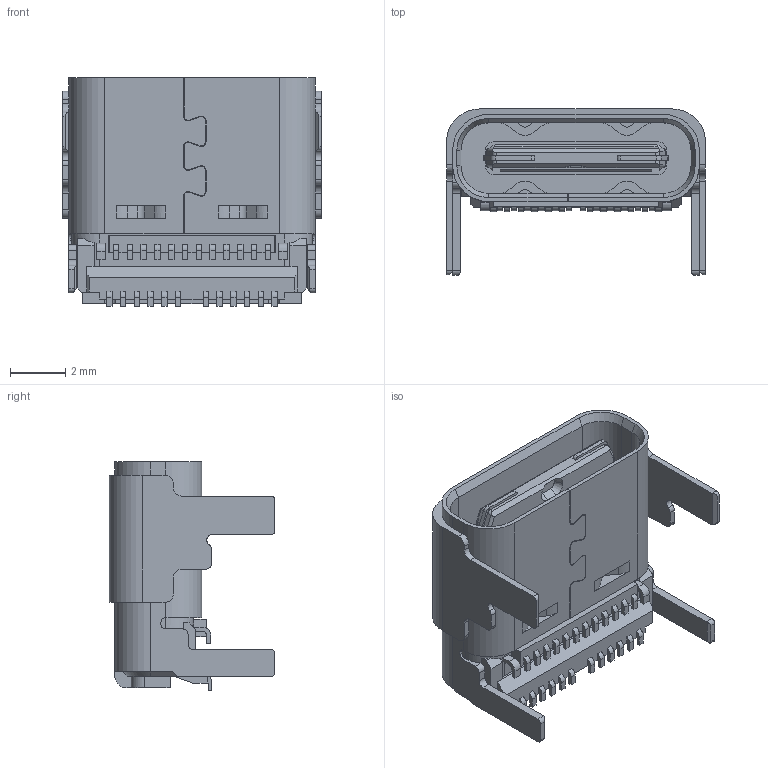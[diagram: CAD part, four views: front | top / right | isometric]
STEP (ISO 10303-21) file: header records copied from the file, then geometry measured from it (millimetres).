
FILE_DESCRIPTION((''),'2;1');
FILE_NAME('2012670005','2017-09-08T',('ghp'),(''),'PRO/ENGINEER BY PARAMETRIC TECHNOLOGY CORPORATION, 2012310','PRO/ENGINEER BY PARAMETRIC TECHNOLOGY CORPORATION, 2012310','');
FILE_SCHEMA(('CONFIG_CONTROL_DESIGN'));
Length unit declared in the file: millimetre
Products named in the file (1): 2012670005
Bounding box: 9.39 x 6.01 x 8.3 mm (x, y, z)
Volume: 160 mm3; surface area: 487 mm2
Topology: 1 solids, 1 shells, 659 faces, 2043 edges, 1388 vertices
Faces by surface type: plane 429, cylinder 200, cone 14, torus 8, bspline 8
Entity records: 22842 total; most frequent: CARTESIAN_POINT 4500, ORIENTED_EDGE 3830, DIRECTION 3698, EDGE_CURVE 1915, VECTOR 1528, LINE 1528, VERTEX_POINT 1260, AXIS2_PLACEMENT_3D 1085
